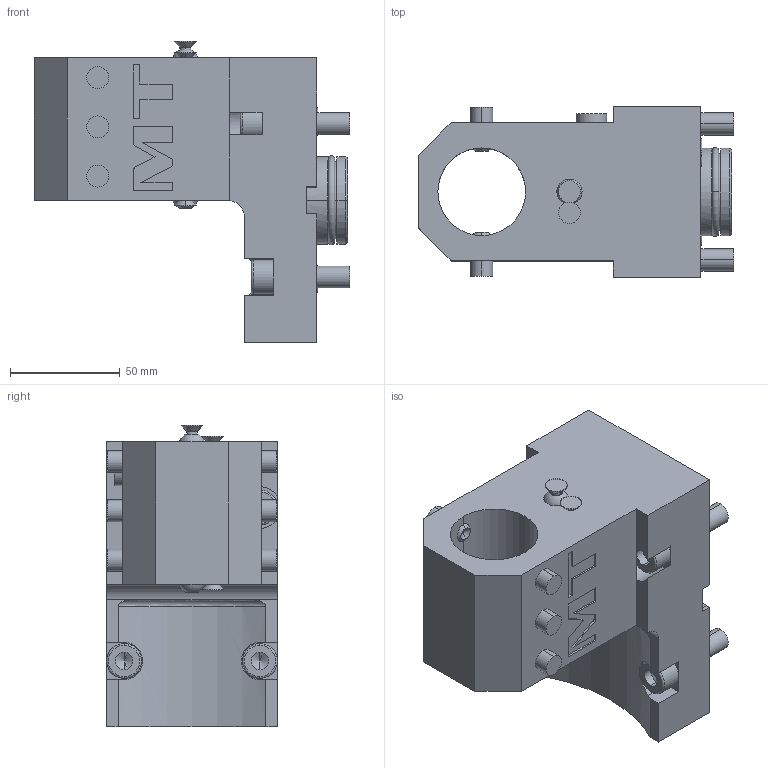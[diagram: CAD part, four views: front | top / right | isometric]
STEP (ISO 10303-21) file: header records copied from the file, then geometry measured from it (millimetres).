
FILE_DESCRIPTION((''),'2;1');
FILE_NAME('MNZ0224000_CONF','2023-02-24T16:52:50',('sterribile'),('M.T. srl'),'CREO PARAMETRIC BY PTC INC, 2021072','CREO PARAMETRIC BY PTC INC, 2021072','');
FILE_SCHEMA(('CONFIG_CONTROL_DESIGN'));
Length unit declared in the file: millimetre
Products named in the file (1): MNZ0224000_CONF
Bounding box: 144 x 78 x 137.55 mm (x, y, z)
Volume: 635149.3 mm3; surface area: 74303.5 mm2
Topology: 1 solids, 1 shells, 242 faces, 596 edges, 380 vertices
Faces by surface type: plane 114, cylinder 71, cone 38, torus 13, extrusion 4, sphere 2
Entity records: 8000 total; most frequent: CARTESIAN_POINT 2146, DIRECTION 1236, ORIENTED_EDGE 1180, EDGE_CURVE 590, AXIS2_PLACEMENT_3D 440, VERTEX_POINT 380, VECTOR 356, LINE 352
